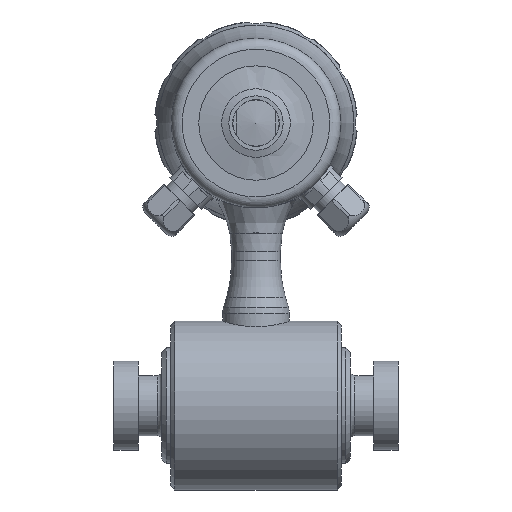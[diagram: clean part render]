
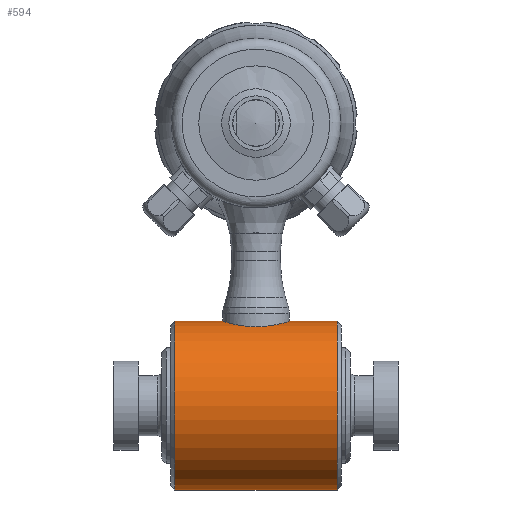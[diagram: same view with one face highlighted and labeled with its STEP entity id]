
A CAD part, left-side view. The second image highlights one B-rep face of the part: STEP entity #594.
In plain terms, the highlighted cylindrical face has radius 38 mm (diameter 76 mm), a full revolution.
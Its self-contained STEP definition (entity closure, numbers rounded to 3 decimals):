
#594 = ADVANCED_FACE( '', ( #1671, #1672, #1673 ), #1674, .T. );
#1671 = FACE_BOUND( '', #3424, .T. );
#1672 = FACE_OUTER_BOUND( '', #3425, .T. );
#1673 = FACE_OUTER_BOUND( '', #3426, .T. );
#1674 = CYLINDRICAL_SURFACE( '', #3427, 38. );
#3424 = EDGE_LOOP( '', ( #5888, #5889, #5890, #5891, #5892, #5893 ) );
#3425 = EDGE_LOOP( '', ( #5894 ) );
#3426 = EDGE_LOOP( '', ( #5895 ) );
#3427 = AXIS2_PLACEMENT_3D( '', #5896, #5897, #5898 );
#5888 = ORIENTED_EDGE( '', *, *, #10457, .F. );
#5889 = ORIENTED_EDGE( '', *, *, #10458, .F. );
#5890 = ORIENTED_EDGE( '', *, *, #10459, .F. );
#5891 = ORIENTED_EDGE( '', *, *, #10460, .F. );
#5892 = ORIENTED_EDGE( '', *, *, #10461, .F. );
#5893 = ORIENTED_EDGE( '', *, *, #10462, .F. );
#5894 = ORIENTED_EDGE( '', *, *, #10463, .T. );
#5895 = ORIENTED_EDGE( '', *, *, #10464, .T. );
#5896 = CARTESIAN_POINT( '', ( 0., 50., 0. ) );
#5897 = DIRECTION( '', ( 0., 1., 0. ) );
#5898 = DIRECTION( '', ( 0., 0., 1. ) );
#10457 = EDGE_CURVE( '', #12313, #12314, #12315, .F. );
#10458 = EDGE_CURVE( '', #12316, #12313, #12317, .T. );
#10459 = EDGE_CURVE( '', #12318, #12316, #12319, .T. );
#10460 = EDGE_CURVE( '', #12320, #12318, #12321, .F. );
#10461 = EDGE_CURVE( '', #12322, #12320, #12323, .T. );
#10462 = EDGE_CURVE( '', #12314, #12322, #12324, .T. );
#10463 = EDGE_CURVE( '', #12325, #12325, #12326, .F. );
#10464 = EDGE_CURVE( '', #12327, #12327, #12328, .F. );
#12313 = VERTEX_POINT( '', #15208 );
#12314 = VERTEX_POINT( '', #15209 );
#12315 = LINE( '', #15210, #15211 );
#12316 = VERTEX_POINT( '', #15212 );
#12317 = LINE( '', #15213, #15214 );
#12318 = VERTEX_POINT( '', #15215 );
#12319 = B_SPLINE_CURVE_WITH_KNOTS( '', 3, ( #15216, #15217, #15218, #15219, #15220, #15221, #15222, #15223, #15224, #15225, #15226, #15227 ), .UNSPECIFIED., .F., .F., ( 4, 1, 1, 1, 1, 1, 1, 1, 1, 4 ), ( 0., 0.1, 0.2, 0.3, 0.4, 0.499, 0.5, 0.666, 0.833, 1. ), .UNSPECIFIED. );
#12320 = VERTEX_POINT( '', #15228 );
#12321 = LINE( '', #15229, #15230 );
#12322 = VERTEX_POINT( '', #15231 );
#12323 = LINE( '', #15232, #15233 );
#12324 = B_SPLINE_CURVE_WITH_KNOTS( '', 3, ( #15234, #15235, #15236, #15237, #15238, #15239, #15240, #15241, #15242, #15243, #15244, #15245, #15246 ), .UNSPECIFIED., .F., .F., ( 4, 1, 1, 1, 1, 1, 1, 1, 1, 1, 4 ), ( 0., 0.1, 0.2, 0.3, 0.4, 0.5, 0.6, 0.7, 0.8, 0.9, 1. ), .UNSPECIFIED. );
#12325 = VERTEX_POINT( '', #15247 );
#12326 = CIRCLE( '', #15248, 38. );
#12327 = VERTEX_POINT( '', #15249 );
#12328 = CIRCLE( '', #15250, 38. );
#15208 = CARTESIAN_POINT( '', ( 1.781, 9.332, 37.958 ) );
#15209 = CARTESIAN_POINT( '', ( 1.781, 14.894, 37.958 ) );
#15210 = CARTESIAN_POINT( '', ( 1.781, 0.036, 37.958 ) );
#15211 = VECTOR( '', #21683, 1000. );
#15212 = CARTESIAN_POINT( '', ( 1.781, -14.894, 37.958 ) );
#15213 = CARTESIAN_POINT( '', ( 1.781, -15., 37.958 ) );
#15214 = VECTOR( '', #21684, 1000. );
#15215 = CARTESIAN_POINT( '', ( -1.781, -14.894, 37.958 ) );
#15216 = CARTESIAN_POINT( '', ( -1.781, -14.894, 37.958 ) );
#15217 = CARTESIAN_POINT( '', ( -1.663, -14.907, 37.963 ) );
#15218 = CARTESIAN_POINT( '', ( -1.426, -14.934, 37.974 ) );
#15219 = CARTESIAN_POINT( '', ( -1.07, -14.963, 37.985 ) );
#15220 = CARTESIAN_POINT( '', ( -0.714, -14.984, 37.994 ) );
#15221 = CARTESIAN_POINT( '', ( -0.358, -14.997, 37.999 ) );
#15222 = CARTESIAN_POINT( '', ( -0.12, -15., 38. ) );
#15223 = CARTESIAN_POINT( '', ( 0.197, -15., 38. ) );
#15224 = CARTESIAN_POINT( '', ( 0.594, -14.992, 37.997 ) );
#15225 = CARTESIAN_POINT( '', ( 1.188, -14.958, 37.983 ) );
#15226 = CARTESIAN_POINT( '', ( 1.583, -14.915, 37.967 ) );
#15227 = CARTESIAN_POINT( '', ( 1.781, -14.894, 37.958 ) );
#15228 = CARTESIAN_POINT( '', ( -1.781, 9.332, 37.958 ) );
#15229 = CARTESIAN_POINT( '', ( -1.781, -15., 37.958 ) );
#15230 = VECTOR( '', #21685, 1000. );
#15231 = CARTESIAN_POINT( '', ( -1.781, 14.894, 37.958 ) );
#15232 = CARTESIAN_POINT( '', ( -1.781, 0.036, 37.958 ) );
#15233 = VECTOR( '', #21686, 1000. );
#15234 = CARTESIAN_POINT( '', ( 1.781, 14.894, 37.958 ) );
#15235 = CARTESIAN_POINT( '', ( 1.663, 14.907, 37.963 ) );
#15236 = CARTESIAN_POINT( '', ( 1.426, 14.934, 37.974 ) );
#15237 = CARTESIAN_POINT( '', ( 1.07, 14.963, 37.985 ) );
#15238 = CARTESIAN_POINT( '', ( 0.714, 14.984, 37.994 ) );
#15239 = CARTESIAN_POINT( '', ( 0.357, 14.997, 37.999 ) );
#15240 = CARTESIAN_POINT( '', ( 0., 15.001, 38. ) );
#15241 = CARTESIAN_POINT( '', ( -0.357, 14.997, 37.999 ) );
#15242 = CARTESIAN_POINT( '', ( -0.714, 14.984, 37.994 ) );
#15243 = CARTESIAN_POINT( '', ( -1.07, 14.963, 37.985 ) );
#15244 = CARTESIAN_POINT( '', ( -1.426, 14.934, 37.974 ) );
#15245 = CARTESIAN_POINT( '', ( -1.663, 14.907, 37.963 ) );
#15246 = CARTESIAN_POINT( '', ( -1.781, 14.894, 37.958 ) );
#15247 = CARTESIAN_POINT( '', ( 0., -36.5, 38. ) );
#15248 = AXIS2_PLACEMENT_3D( '', #21687, #21688, #21689 );
#15249 = CARTESIAN_POINT( '', ( 0., 36.5, -38. ) );
#15250 = AXIS2_PLACEMENT_3D( '', #21690, #21691, #21692 );
#21683 = DIRECTION( '', ( 0., -1., 0. ) );
#21684 = DIRECTION( '', ( 0., 1., 0. ) );
#21685 = DIRECTION( '', ( 0., 1., 0. ) );
#21686 = DIRECTION( '', ( 0., -1., 0. ) );
#21687 = CARTESIAN_POINT( '', ( 0., -36.5, 0. ) );
#21688 = DIRECTION( '', ( 0., -1., 0. ) );
#21689 = DIRECTION( '', ( 0., 0., 1. ) );
#21690 = CARTESIAN_POINT( '', ( 0., 36.5, 0. ) );
#21691 = DIRECTION( '', ( 0., 1., 0. ) );
#21692 = DIRECTION( '', ( 0., 0., -1. ) );
